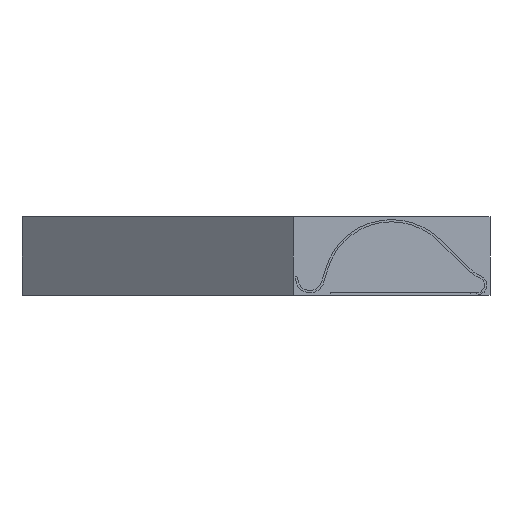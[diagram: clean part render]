
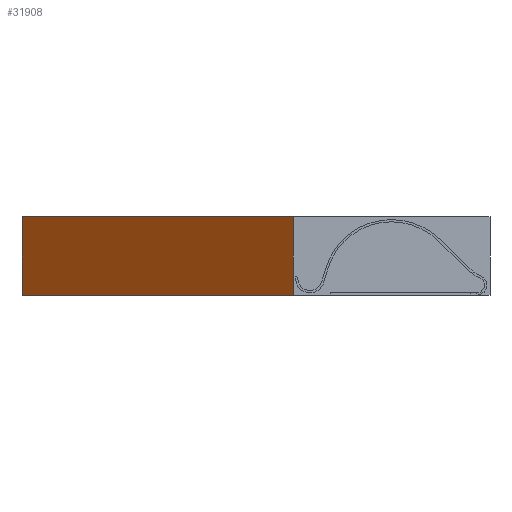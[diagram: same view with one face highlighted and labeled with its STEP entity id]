
A CAD part, left-side view. The second image highlights one B-rep face of the part: STEP entity #31908.
In plain terms, the highlighted face is planar.
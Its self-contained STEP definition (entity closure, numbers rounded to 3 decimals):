
#3102=ORIENTED_EDGE('',*,*,#13009,.T.);
#3103=ORIENTED_EDGE('',*,*,#13010,.F.);
#3104=ORIENTED_EDGE('',*,*,#13011,.F.);
#3105=ORIENTED_EDGE('',*,*,#13007,.T.);
#13007=EDGE_CURVE('',#17961,#17960,#21207,.T.);
#13009=EDGE_CURVE('',#17960,#17962,#21209,.T.);
#13010=EDGE_CURVE('',#17963,#17962,#21210,.T.);
#13011=EDGE_CURVE('',#17961,#17963,#21211,.T.);
#17960=VERTEX_POINT('',#48180);
#17961=VERTEX_POINT('',#48182);
#17962=VERTEX_POINT('',#48186);
#17963=VERTEX_POINT('',#48188);
#21207=LINE('',#48181,#24119);
#21209=LINE('',#48185,#24121);
#21210=LINE('',#48187,#24122);
#21211=LINE('',#48189,#24123);
#24119=VECTOR('',#37583,1000.);
#24121=VECTOR('',#37587,1000.);
#24122=VECTOR('',#37588,1000.);
#24123=VECTOR('',#37589,1000.);
#27028=EDGE_LOOP('',(#3102,#3103,#3104,#3105));
#29080=FACE_BOUND('',#27028,.T.);
#31132=PLANE('',#33733);
#31908=ADVANCED_FACE('',(#29080),#31132,.F.);
#33733=AXIS2_PLACEMENT_3D('',#48184,#37585,#37586);
#37583=DIRECTION('',(0.,1.,0.));
#37585=DIRECTION('',(-1.,0.,0.));
#37586=DIRECTION('',(0.,0.,1.));
#37587=DIRECTION('',(0.,0.,1.));
#37588=DIRECTION('',(0.,1.,0.));
#37589=DIRECTION('',(0.,0.,1.));
#48180=CARTESIAN_POINT('',(3.65,203.55,-1.45));
#48181=CARTESIAN_POINT('',(3.65,-203.55,-1.45));
#48182=CARTESIAN_POINT('',(3.65,-203.55,-1.45));
#48184=CARTESIAN_POINT('',(3.65,-203.55,-1.45));
#48185=CARTESIAN_POINT('',(3.65,203.55,-1.45));
#48186=CARTESIAN_POINT('',(3.65,203.55,1.45));
#48187=CARTESIAN_POINT('',(3.65,-203.55,1.45));
#48188=CARTESIAN_POINT('',(3.65,-203.55,1.45));
#48189=CARTESIAN_POINT('',(3.65,-203.55,-1.45));
